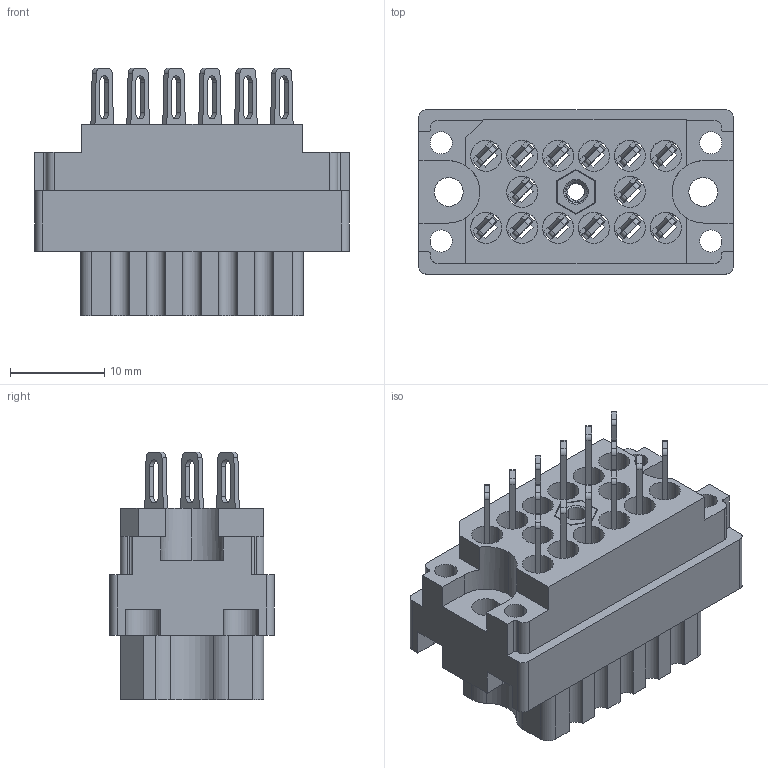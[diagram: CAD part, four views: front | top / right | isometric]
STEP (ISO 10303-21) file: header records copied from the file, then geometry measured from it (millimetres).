
FILE_DESCRIPTION (( 'STEP AP203' ), '1' );
FILE_NAME ('519-014-500-406.STEP', '2020-09-09T17:49:34', ( '' ), ( '' ), 'SwSTEP 2.0', 'SolidWorks 2020', '' );
FILE_SCHEMA (( 'CONFIG_CONTROL_DESIGN' ));
Length unit declared in the file: inch
Products named in the file (4): 519 Receptacle Insulator_014; 516-252-025-100_516-252-025-100; 519-014-500-406; 516-292-001_500 Contact
Assembly tree (16 placements, depth 2):
  519-014-500-406
    519 Receptacle Insulator_014
    516-292-001_500 Contact  x14
    516-252-025-100_516-252-025-100
Bounding box: 33.32 x 17.42 x 26.21 mm (x, y, z)
Volume: 6634.4 mm3; surface area: 9662.7 mm2
Topology: 16 solids, 16 shells, 1597 faces, 4621 edges, 3067 vertices
Faces by surface type: plane 934, cylinder 565, bspline 87, cone 11
Entity records: 23690 total; most frequent: CARTESIAN_POINT 6559, ORIENTED_EDGE 3522, DIRECTION 3352, EDGE_CURVE 1761, VECTOR 1228, LINE 1228, VERTEX_POINT 1169, AXIS2_PLACEMENT_3D 1062
